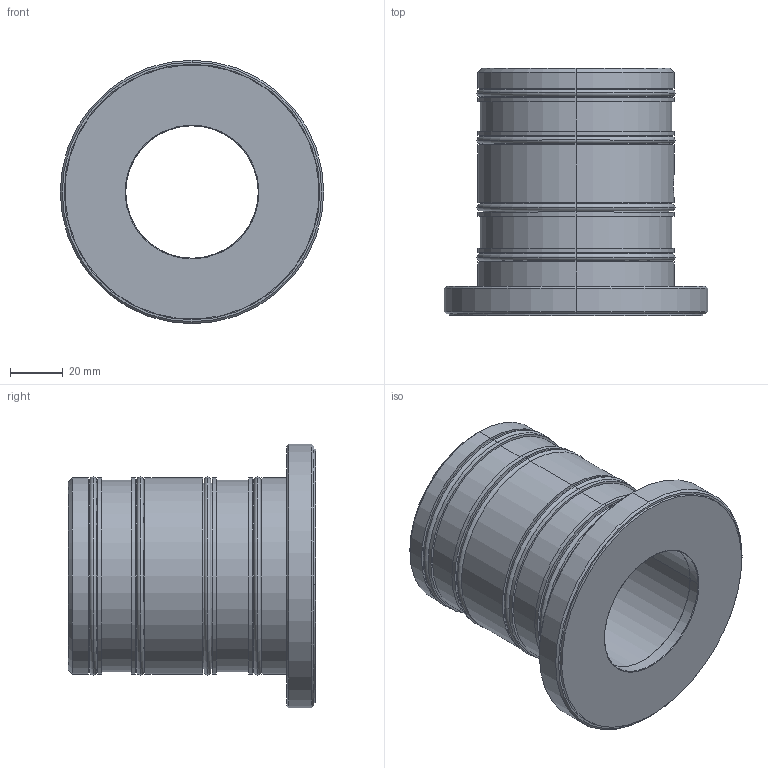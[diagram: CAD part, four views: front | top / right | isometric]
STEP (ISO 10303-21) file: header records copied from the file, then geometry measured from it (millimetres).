
FILE_DESCRIPTION (( 'STEP AP214' ), '1' );
FILE_NAME ('S255002.STEP', '2023-05-10T13:41:45', ( '' ), ( '' ), 'SwSTEP 2.0', 'SolidWorks 2022', '' );
FILE_SCHEMA (( 'AUTOMOTIVE_DESIGN' ));
Length unit declared in the file: inch
Products named in the file (6): S255002; S90RG2-XXX_S90RG2-148; 64-0024; 69SXXXX_69S50S01; 30-00056; S90A001
Assembly tree (7 placements, depth 2):
  S255002
    30-00056
    S90RG2-XXX_S90RG2-148  x4
    64-0024
    69SXXXX_69S50S01
  S90A001
Bounding box: 99.52 x 93.47 x 99.52 mm (x, y, z)
Volume: 248392.7 mm3; surface area: 105112.3 mm2
Topology: 7 solids, 7 shells, 104 faces, 212 edges, 132 vertices
Faces by surface type: cylinder 50, plane 24, torus 22, cone 8
Entity records: 2889 total; most frequent: CARTESIAN_POINT 532, DIRECTION 514, ORIENTED_EDGE 376, AXIS2_PLACEMENT_3D 228, EDGE_CURVE 188, CIRCLE 126, VERTEX_POINT 120, EDGE_LOOP 118
